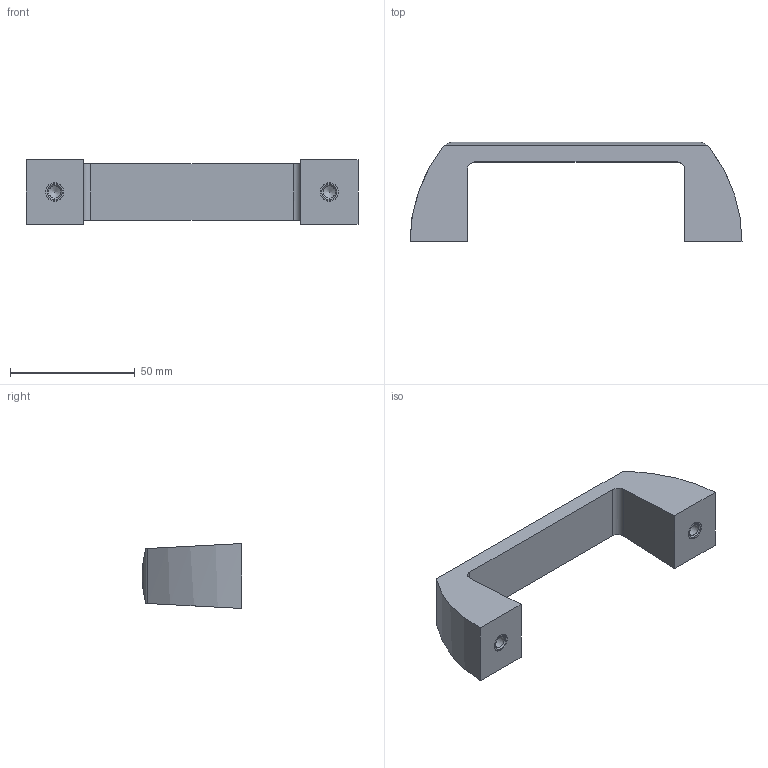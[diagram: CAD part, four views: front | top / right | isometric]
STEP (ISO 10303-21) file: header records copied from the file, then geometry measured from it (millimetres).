
FILE_DESCRIPTION(/* description */ ('STEP AP203'),/* implementation_level */ '2;1');
FILE_NAME(/* name */ 'UPFN26-110-B',/* time_stamp */ '2023-10-01T02:57:28+02:00',/* author */ ('License CC BY-ND 4.0'),/* organization */ ('CADENAS'),/* preprocessor_version */ 'ST-DEVELOPER v19.3',/* originating_system */ 'PARTsolutions',/* authorisation */ ' ');
FILE_SCHEMA (('CONFIG_CONTROL_DESIGN'));
Length unit declared in the file: millimetre
Products named in the file (1): UPFN26-110-B
Bounding box: 133 x 40 x 26 mm (x, y, z)
Volume: 49272.7 mm3; surface area: 14595.7 mm2
Topology: 1 solids, 1 shells, 28 faces, 64 edges, 42 vertices
Faces by surface type: cylinder 13, plane 11, cone 4
Full cylindrical faces by diameter (mm): 4.917 x2, 7.2 x2, 7.4 x2
Entity records: 966 total; most frequent: CARTESIAN_POINT 139, DIRECTION 132, ORIENTED_EDGE 104, AXIS2_PLACEMENT_3D 55, EDGE_CURVE 52, FACE_BOUND 44, VERTEX_POINT 42, EDGE_LOOP 42
